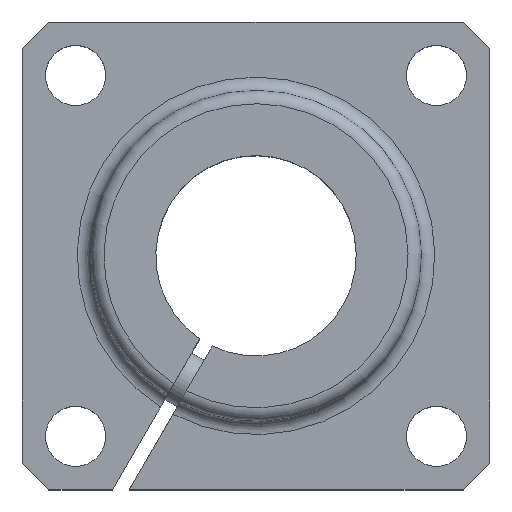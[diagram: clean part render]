
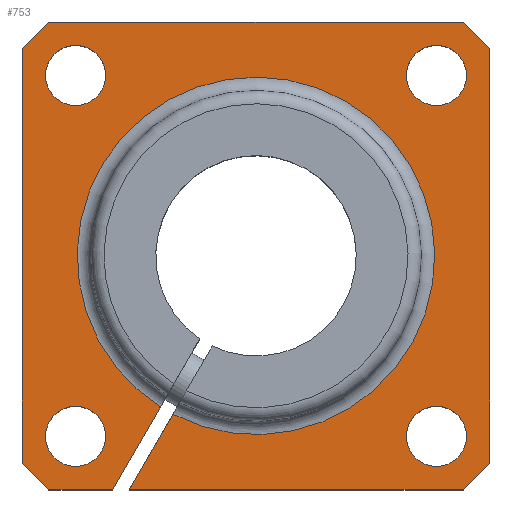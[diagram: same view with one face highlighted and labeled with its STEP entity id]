
A CAD part, top view. The second image highlights one B-rep face of the part: STEP entity #753.
In plain terms, the highlighted planar face has unit normal (0, 0, 1).
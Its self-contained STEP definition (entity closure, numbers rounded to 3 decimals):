
#43=FACE_BOUND('',#152,.T.);
#44=FACE_BOUND('',#153,.T.);
#45=FACE_BOUND('',#154,.T.);
#46=FACE_BOUND('',#155,.T.);
#61=PLANE('',#870);
#105=FACE_OUTER_BOUND('',#151,.T.);
#151=EDGE_LOOP('',(#587,#588,#589,#590,#591,#592,#593,#594,#595,#596,#597,
#598));
#152=EDGE_LOOP('',(#599));
#153=EDGE_LOOP('',(#600));
#154=EDGE_LOOP('',(#601));
#155=EDGE_LOOP('',(#602));
#195=LINE('',#1166,#260);
#201=LINE('',#1201,#266);
#207=LINE('',#1244,#272);
#210=LINE('',#1251,#275);
#214=LINE('',#1259,#279);
#217=LINE('',#1265,#282);
#218=LINE('',#1267,#283);
#219=LINE('',#1269,#284);
#220=LINE('',#1270,#285);
#221=LINE('',#1272,#286);
#222=LINE('',#1273,#287);
#260=VECTOR('',#952,10.);
#266=VECTOR('',#960,10.);
#272=VECTOR('',#986,10.);
#275=VECTOR('',#991,10.);
#279=VECTOR('',#997,10.);
#282=VECTOR('',#1002,10.);
#283=VECTOR('',#1003,10.);
#284=VECTOR('',#1004,10.);
#285=VECTOR('',#1005,10.);
#286=VECTOR('',#1006,10.);
#287=VECTOR('',#1007,10.);
#330=CIRCLE('',#866,26.75);
#331=CIRCLE('',#871,4.5);
#332=CIRCLE('',#872,4.5);
#333=CIRCLE('',#873,4.5);
#334=CIRCLE('',#874,4.5);
#356=VERTEX_POINT('',#1164);
#357=VERTEX_POINT('',#1165);
#364=VERTEX_POINT('',#1199);
#365=VERTEX_POINT('',#1200);
#372=VERTEX_POINT('',#1243);
#374=VERTEX_POINT('',#1249);
#375=VERTEX_POINT('',#1250);
#378=VERTEX_POINT('',#1258);
#380=VERTEX_POINT('',#1264);
#381=VERTEX_POINT('',#1266);
#382=VERTEX_POINT('',#1268);
#383=VERTEX_POINT('',#1271);
#384=VERTEX_POINT('',#1274);
#385=VERTEX_POINT('',#1276);
#386=VERTEX_POINT('',#1278);
#387=VERTEX_POINT('',#1280);
#429=EDGE_CURVE('',#356,#357,#195,.T.);
#437=EDGE_CURVE('',#364,#365,#201,.T.);
#449=EDGE_CURVE('',#356,#365,#330,.T.);
#450=EDGE_CURVE('',#364,#372,#207,.T.);
#453=EDGE_CURVE('',#374,#375,#210,.T.);
#457=EDGE_CURVE('',#375,#378,#214,.T.);
#460=EDGE_CURVE('',#380,#357,#217,.T.);
#461=EDGE_CURVE('',#381,#380,#218,.T.);
#462=EDGE_CURVE('',#382,#381,#219,.T.);
#463=EDGE_CURVE('',#378,#382,#220,.T.);
#464=EDGE_CURVE('',#383,#374,#221,.T.);
#465=EDGE_CURVE('',#372,#383,#222,.T.);
#466=EDGE_CURVE('',#384,#384,#331,.T.);
#467=EDGE_CURVE('',#385,#385,#332,.T.);
#468=EDGE_CURVE('',#386,#386,#333,.T.);
#469=EDGE_CURVE('',#387,#387,#334,.T.);
#587=ORIENTED_EDGE('',*,*,#429,.T.);
#588=ORIENTED_EDGE('',*,*,#460,.F.);
#589=ORIENTED_EDGE('',*,*,#461,.F.);
#590=ORIENTED_EDGE('',*,*,#462,.F.);
#591=ORIENTED_EDGE('',*,*,#463,.F.);
#592=ORIENTED_EDGE('',*,*,#457,.F.);
#593=ORIENTED_EDGE('',*,*,#453,.F.);
#594=ORIENTED_EDGE('',*,*,#464,.F.);
#595=ORIENTED_EDGE('',*,*,#465,.F.);
#596=ORIENTED_EDGE('',*,*,#450,.F.);
#597=ORIENTED_EDGE('',*,*,#437,.T.);
#598=ORIENTED_EDGE('',*,*,#449,.F.);
#599=ORIENTED_EDGE('',*,*,#466,.T.);
#600=ORIENTED_EDGE('',*,*,#467,.T.);
#601=ORIENTED_EDGE('',*,*,#468,.T.);
#602=ORIENTED_EDGE('',*,*,#469,.T.);
#753=ADVANCED_FACE('',(#105,#43,#44,#45,#46),#61,.T.);
#866=AXIS2_PLACEMENT_3D('',#1241,#982,#983);
#870=AXIS2_PLACEMENT_3D('',#1263,#1000,#1001);
#871=AXIS2_PLACEMENT_3D('',#1275,#1008,#1009);
#872=AXIS2_PLACEMENT_3D('',#1277,#1010,#1011);
#873=AXIS2_PLACEMENT_3D('',#1279,#1012,#1013);
#874=AXIS2_PLACEMENT_3D('',#1281,#1014,#1015);
#952=DIRECTION('',(-0.5,-0.866,0.));
#960=DIRECTION('',(0.5,0.866,0.));
#982=DIRECTION('center_axis',(0.,0.,1.));
#983=DIRECTION('ref_axis',(-1.,0.,0.));
#986=DIRECTION('',(-1.,0.,0.));
#991=DIRECTION('',(0.707,0.707,0.));
#997=DIRECTION('',(1.,0.,0.));
#1000=DIRECTION('center_axis',(0.,0.,1.));
#1001=DIRECTION('ref_axis',(1.,0.,0.));
#1002=DIRECTION('',(-1.,0.,0.));
#1003=DIRECTION('',(-0.707,-0.707,0.));
#1004=DIRECTION('',(0.,-1.,0.));
#1005=DIRECTION('',(0.707,-0.707,0.));
#1006=DIRECTION('',(0.,1.,0.));
#1007=DIRECTION('',(-0.707,0.707,0.));
#1008=DIRECTION('center_axis',(0.,0.,-1.));
#1009=DIRECTION('ref_axis',(1.,0.,0.));
#1010=DIRECTION('center_axis',(0.,0.,-1.));
#1011=DIRECTION('ref_axis',(1.,0.,0.));
#1012=DIRECTION('center_axis',(0.,0.,-1.));
#1013=DIRECTION('ref_axis',(1.,0.,0.));
#1014=DIRECTION('center_axis',(0.,0.,-1.));
#1015=DIRECTION('ref_axis',(1.,0.,0.));
#1164=CARTESIAN_POINT('',(-12.433,-23.685,19.));
#1165=CARTESIAN_POINT('',(-18.966,-35.,19.));
#1166=CARTESIAN_POINT('',(-2.032,-5.669,19.));
#1199=CARTESIAN_POINT('',(-21.449,-35.,19.));
#1200=CARTESIAN_POINT('',(-14.295,-22.61,19.));
#1201=CARTESIAN_POINT('',(-13.433,-21.116,19.));
#1241=CARTESIAN_POINT('Origin',(0.,0.,19.));
#1243=CARTESIAN_POINT('',(-31.,-35.,19.));
#1244=CARTESIAN_POINT('',(35.,-35.,19.));
#1249=CARTESIAN_POINT('',(-35.,31.,19.));
#1250=CARTESIAN_POINT('',(-31.,35.,19.));
#1251=CARTESIAN_POINT('',(-33.,33.,19.));
#1258=CARTESIAN_POINT('',(31.,35.,19.));
#1259=CARTESIAN_POINT('',(-35.,35.,19.));
#1263=CARTESIAN_POINT('Origin',(0.,0.,19.));
#1264=CARTESIAN_POINT('',(31.,-35.,19.));
#1265=CARTESIAN_POINT('',(35.,-35.,19.));
#1266=CARTESIAN_POINT('',(35.,-31.,19.));
#1267=CARTESIAN_POINT('',(33.,-33.,19.));
#1268=CARTESIAN_POINT('',(35.,31.,19.));
#1269=CARTESIAN_POINT('',(35.,35.,19.));
#1270=CARTESIAN_POINT('',(33.,33.,19.));
#1271=CARTESIAN_POINT('',(-35.,-31.,19.));
#1272=CARTESIAN_POINT('',(-35.,-35.,19.));
#1273=CARTESIAN_POINT('',(-33.,-33.,19.));
#1274=CARTESIAN_POINT('',(-31.5,27.,19.));
#1275=CARTESIAN_POINT('Origin',(-27.,27.,19.));
#1276=CARTESIAN_POINT('',(22.5,27.,19.));
#1277=CARTESIAN_POINT('Origin',(27.,27.,19.));
#1278=CARTESIAN_POINT('',(22.5,-27.,19.));
#1279=CARTESIAN_POINT('Origin',(27.,-27.,19.));
#1280=CARTESIAN_POINT('',(-31.5,-27.,19.));
#1281=CARTESIAN_POINT('Origin',(-27.,-27.,19.));
